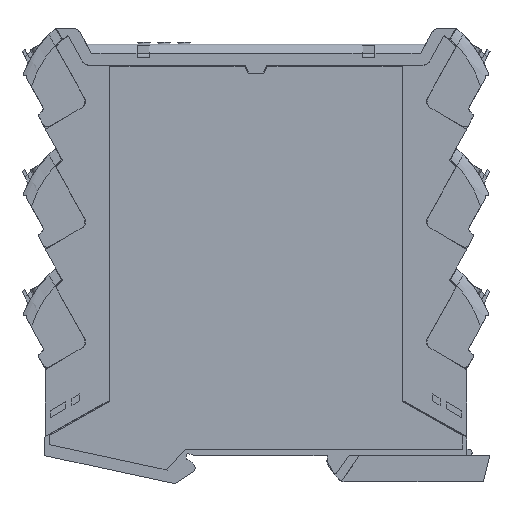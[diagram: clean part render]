
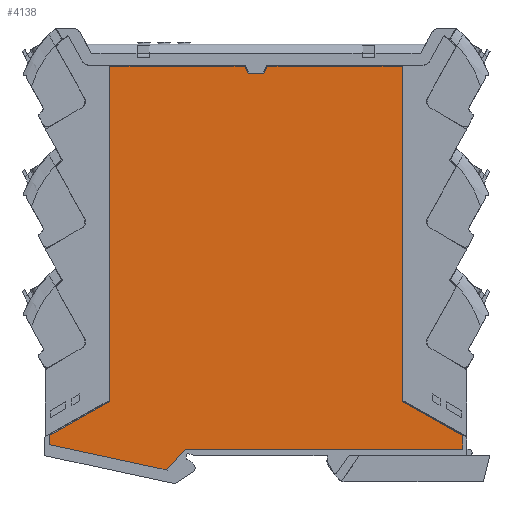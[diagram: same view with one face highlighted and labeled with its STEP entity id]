
A CAD part, left-side view. The second image highlights one B-rep face of the part: STEP entity #4138.
In plain terms, the highlighted planar face has unit normal (-1, 0, 0).
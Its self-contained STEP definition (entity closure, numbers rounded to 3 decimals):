
#3734=AXIS2_PLACEMENT_3D('Plane Axis2P3D',#3731,#3732,#3733) ;
#2057=CARTESIAN_POINT('Vertex',(0.,56.66,102.624)) ;
#2064=CARTESIAN_POINT('Vertex',(0.,60.55,102.624)) ;
#2067=CARTESIAN_POINT('Line Origine',(0.,58.605,102.624)) ;
#2089=CARTESIAN_POINT('Vertex',(0.,61.436,104.524)) ;
#2092=CARTESIAN_POINT('Line Origine',(0.,60.993,103.574)) ;
#2110=CARTESIAN_POINT('Line Origine',(0.,63.186,104.524)) ;
#2114=CARTESIAN_POINT('Vertex',(0.,64.936,104.524)) ;
#2121=CARTESIAN_POINT('Vertex',(0.,95.205,104.524)) ;
#2124=CARTESIAN_POINT('Line Origine',(0.,80.07,104.524)) ;
#2147=CARTESIAN_POINT('Vertex',(0.,95.205,20.571)) ;
#2150=CARTESIAN_POINT('Line Origine',(0.,95.205,62.547)) ;
#2172=CARTESIAN_POINT('Vertex',(0.,110.437,12.04)) ;
#2175=CARTESIAN_POINT('Line Origine',(0.,102.821,16.305)) ;
#2197=CARTESIAN_POINT('Vertex',(0.,110.437,9.771)) ;
#2200=CARTESIAN_POINT('Line Origine',(0.,110.437,10.906)) ;
#2222=CARTESIAN_POINT('Vertex',(0.,80.884,3.413)) ;
#2225=CARTESIAN_POINT('Line Origine',(0.,95.661,6.592)) ;
#2247=CARTESIAN_POINT('Vertex',(0.,76.332,8.624)) ;
#2250=CARTESIAN_POINT('Line Origine',(0.,76.568,8.353)) ;
#2254=CARTESIAN_POINT('Vertex',(0.,76.805,8.082)) ;
#2257=CARTESIAN_POINT('Line Origine',(0.,76.808,8.079)) ;
#2261=CARTESIAN_POINT('Vertex',(0.,76.81,8.077)) ;
#2264=CARTESIAN_POINT('Line Origine',(0.,78.847,5.745)) ;
#2290=CARTESIAN_POINT('Vertex',(0.,6.773,8.624)) ;
#2293=CARTESIAN_POINT('Line Origine',(0.,43.598,8.624)) ;
#2315=CARTESIAN_POINT('Vertex',(0.,6.773,12.04)) ;
#2318=CARTESIAN_POINT('Line Origine',(0.,6.773,10.332)) ;
#2340=CARTESIAN_POINT('Vertex',(0.,22.005,20.571)) ;
#2343=CARTESIAN_POINT('Line Origine',(0.,14.389,16.305)) ;
#2365=CARTESIAN_POINT('Vertex',(0.,22.005,104.524)) ;
#2368=CARTESIAN_POINT('Line Origine',(0.,22.005,62.547)) ;
#2385=CARTESIAN_POINT('Vertex',(0.,55.774,104.524)) ;
#2388=CARTESIAN_POINT('Line Origine',(0.,54.024,104.524)) ;
#2392=CARTESIAN_POINT('Vertex',(0.,52.274,104.524)) ;
#2395=CARTESIAN_POINT('Line Origine',(0.,37.14,104.524)) ;
#2414=CARTESIAN_POINT('Line Origine',(0.,56.217,103.574)) ;
#3731=CARTESIAN_POINT('Axis2P3D Location',(0.,58.605,7.024)) ;
#2068=DIRECTION('Vector Direction',(0.,1.,0.)) ;
#2093=DIRECTION('Vector Direction',(0.,0.423,0.906)) ;
#2111=DIRECTION('Vector Direction',(0.,1.,0.)) ;
#2125=DIRECTION('Vector Direction',(0.,1.,0.)) ;
#2151=DIRECTION('Vector Direction',(0.,0.,-1.)) ;
#2176=DIRECTION('Vector Direction',(0.,0.872,-0.489)) ;
#2201=DIRECTION('Vector Direction',(0.,0.,-1.)) ;
#2226=DIRECTION('Vector Direction',(0.,-0.978,-0.21)) ;
#2251=DIRECTION('Vector Direction',(0.,-0.658,0.753)) ;
#2258=DIRECTION('Vector Direction',(0.,-0.658,0.753)) ;
#2265=DIRECTION('Vector Direction',(0.,-0.658,0.753)) ;
#2294=DIRECTION('Vector Direction',(0.,1.,0.)) ;
#2319=DIRECTION('Vector Direction',(0.,0.,1.)) ;
#2344=DIRECTION('Vector Direction',(0.,0.872,0.489)) ;
#2369=DIRECTION('Vector Direction',(0.,0.,1.)) ;
#2389=DIRECTION('Vector Direction',(0.,1.,0.)) ;
#2396=DIRECTION('Vector Direction',(0.,1.,0.)) ;
#2415=DIRECTION('Vector Direction',(0.,-0.423,0.906)) ;
#3732=DIRECTION('Axis2P3D Direction',(-1.,0.,0.)) ;
#3733=DIRECTION('Axis2P3D XDirection',(0.,-1.,0.)) ;
#2069=VECTOR('Line Direction',#2068,1.) ;
#2094=VECTOR('Line Direction',#2093,1.) ;
#2112=VECTOR('Line Direction',#2111,1.) ;
#2126=VECTOR('Line Direction',#2125,1.) ;
#2152=VECTOR('Line Direction',#2151,1.) ;
#2177=VECTOR('Line Direction',#2176,1.) ;
#2202=VECTOR('Line Direction',#2201,1.) ;
#2227=VECTOR('Line Direction',#2226,1.) ;
#2252=VECTOR('Line Direction',#2251,1.) ;
#2259=VECTOR('Line Direction',#2258,1.) ;
#2266=VECTOR('Line Direction',#2265,1.) ;
#2295=VECTOR('Line Direction',#2294,1.) ;
#2320=VECTOR('Line Direction',#2319,1.) ;
#2345=VECTOR('Line Direction',#2344,1.) ;
#2370=VECTOR('Line Direction',#2369,1.) ;
#2390=VECTOR('Line Direction',#2389,1.) ;
#2397=VECTOR('Line Direction',#2396,1.) ;
#2416=VECTOR('Line Direction',#2415,1.) ;
#4119=ORIENTED_EDGE('',*,*,#2268,.T.) ;
#4120=ORIENTED_EDGE('',*,*,#2263,.T.) ;
#4121=ORIENTED_EDGE('',*,*,#2256,.T.) ;
#4122=ORIENTED_EDGE('',*,*,#2297,.T.) ;
#4123=ORIENTED_EDGE('',*,*,#2322,.T.) ;
#4124=ORIENTED_EDGE('',*,*,#2347,.T.) ;
#4125=ORIENTED_EDGE('',*,*,#2372,.T.) ;
#4126=ORIENTED_EDGE('',*,*,#2399,.T.) ;
#4127=ORIENTED_EDGE('',*,*,#2394,.T.) ;
#4128=ORIENTED_EDGE('',*,*,#2418,.T.) ;
#4129=ORIENTED_EDGE('',*,*,#2071,.T.) ;
#4130=ORIENTED_EDGE('',*,*,#2096,.T.) ;
#4131=ORIENTED_EDGE('',*,*,#2116,.T.) ;
#4132=ORIENTED_EDGE('',*,*,#2128,.T.) ;
#4133=ORIENTED_EDGE('',*,*,#2154,.T.) ;
#4134=ORIENTED_EDGE('',*,*,#2179,.T.) ;
#4135=ORIENTED_EDGE('',*,*,#2204,.T.) ;
#4136=ORIENTED_EDGE('',*,*,#2229,.T.) ;
#4138=ADVANCED_FACE('RELAIS',(#4137),#3735,.T.) ;
#2071=EDGE_CURVE('',#2058,#2065,#2070,.T.) ;
#2096=EDGE_CURVE('',#2065,#2090,#2095,.T.) ;
#2116=EDGE_CURVE('',#2090,#2115,#2113,.T.) ;
#2128=EDGE_CURVE('',#2115,#2122,#2127,.T.) ;
#2154=EDGE_CURVE('',#2122,#2148,#2153,.T.) ;
#2179=EDGE_CURVE('',#2148,#2173,#2178,.T.) ;
#2204=EDGE_CURVE('',#2173,#2198,#2203,.T.) ;
#2229=EDGE_CURVE('',#2198,#2223,#2228,.T.) ;
#2256=EDGE_CURVE('',#2255,#2248,#2253,.T.) ;
#2263=EDGE_CURVE('',#2262,#2255,#2260,.T.) ;
#2268=EDGE_CURVE('',#2223,#2262,#2267,.T.) ;
#2297=EDGE_CURVE('',#2248,#2291,#2296,.F.) ;
#2322=EDGE_CURVE('',#2291,#2316,#2321,.T.) ;
#2347=EDGE_CURVE('',#2316,#2341,#2346,.T.) ;
#2372=EDGE_CURVE('',#2341,#2366,#2371,.T.) ;
#2394=EDGE_CURVE('',#2393,#2386,#2391,.T.) ;
#2399=EDGE_CURVE('',#2366,#2393,#2398,.T.) ;
#2418=EDGE_CURVE('',#2386,#2058,#2417,.F.) ;
#4118=EDGE_LOOP('',(#4119,#4120,#4121,#4122,#4123,#4124,#4125,#4126,#4127,#4128,#4129,#4130,#4131,#4132,#4133,#4134,#4135,#4136)) ;
#4137=FACE_OUTER_BOUND('',#4118,.T.) ;
#2070=LINE('Line',#2067,#2069) ;
#2095=LINE('Line',#2092,#2094) ;
#2113=LINE('Line',#2110,#2112) ;
#2127=LINE('Line',#2124,#2126) ;
#2153=LINE('Line',#2150,#2152) ;
#2178=LINE('Line',#2175,#2177) ;
#2203=LINE('Line',#2200,#2202) ;
#2228=LINE('Line',#2225,#2227) ;
#2253=LINE('Line',#2250,#2252) ;
#2260=LINE('Line',#2257,#2259) ;
#2267=LINE('Line',#2264,#2266) ;
#2296=LINE('Line',#2293,#2295) ;
#2321=LINE('Line',#2318,#2320) ;
#2346=LINE('Line',#2343,#2345) ;
#2371=LINE('Line',#2368,#2370) ;
#2391=LINE('Line',#2388,#2390) ;
#2398=LINE('Line',#2395,#2397) ;
#2417=LINE('Line',#2414,#2416) ;
#3735=PLANE('',#3734) ;
#2058=VERTEX_POINT('',#2057) ;
#2065=VERTEX_POINT('',#2064) ;
#2090=VERTEX_POINT('',#2089) ;
#2115=VERTEX_POINT('',#2114) ;
#2122=VERTEX_POINT('',#2121) ;
#2148=VERTEX_POINT('',#2147) ;
#2173=VERTEX_POINT('',#2172) ;
#2198=VERTEX_POINT('',#2197) ;
#2223=VERTEX_POINT('',#2222) ;
#2248=VERTEX_POINT('',#2247) ;
#2255=VERTEX_POINT('',#2254) ;
#2262=VERTEX_POINT('',#2261) ;
#2291=VERTEX_POINT('',#2290) ;
#2316=VERTEX_POINT('',#2315) ;
#2341=VERTEX_POINT('',#2340) ;
#2366=VERTEX_POINT('',#2365) ;
#2386=VERTEX_POINT('',#2385) ;
#2393=VERTEX_POINT('',#2392) ;
